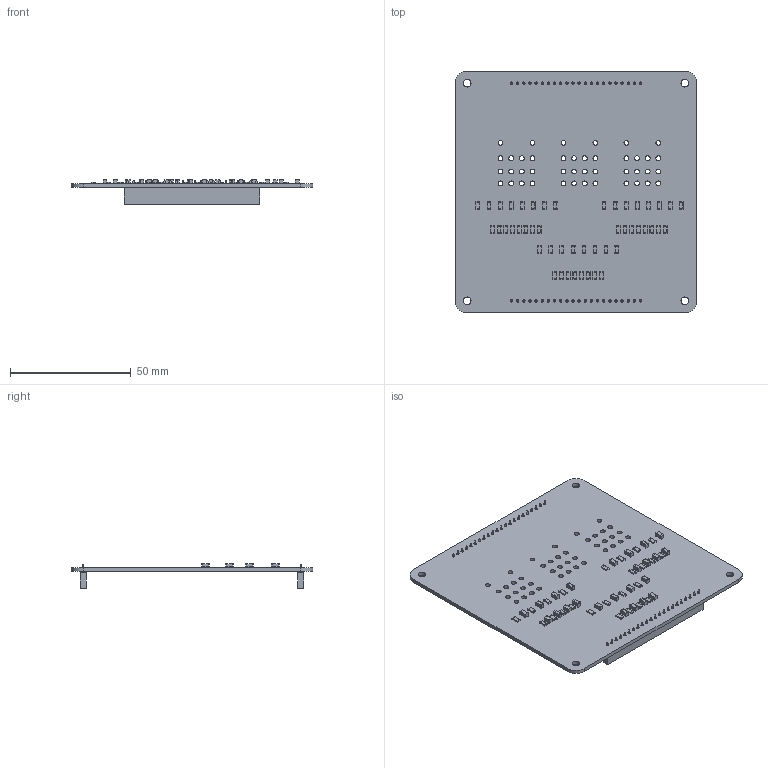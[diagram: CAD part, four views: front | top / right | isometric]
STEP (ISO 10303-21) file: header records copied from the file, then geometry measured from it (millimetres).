
FILE_DESCRIPTION(('KiCad electronic assembly'),'2;1');
FILE_NAME('RelayBoard.step','2021-11-07T00:26:11',('An Author'),( 'A Company'),'Open CASCADE STEP processor 6.9', 'KiCad to STEP converter','Unknown');
FILE_SCHEMA(('AUTOMOTIVE_DESIGN { 1 0 10303 214 1 1 1 1 }'));
Length unit declared in the file: millimetre
Products named in the file (8): Open CASCADE STEP translator 6.9 1; C_1206_3216Metric; SOLID; PinSocket_1x22_P2.54mm_Vertical; R_1206_3216Metric; COMPOUND
Assembly tree (54 placements, depth 3):
  Open CASCADE STEP translator 6.9 1
    C_1206_3216Metric  x24
      SOLID
    PinSocket_1x22_P2.54mm_Vertical  x2
      SOLID
    R_1206_3216Metric  x24
      SOLID
    COMPOUND
Bounding box: 100 x 100 x 10.3 mm (x, y, z)
Volume: 17760.2 mm3; surface area: 25020.4 mm2
Topology: 51 solids, 51 shells, 2780 faces, 7222 edges, 4724 vertices
Faces by surface type: plane 2206, cylinder 574
Full cylindrical faces by diameter (mm): 1 x44, 2 x42, 3.2 x4
Entity records: 60584 total; most frequent: CARTESIAN_POINT 9123, DIRECTION 8664, LINE 6198, VECTOR 6198, ORIENTED_EDGE 4436, PCURVE 4436, DEFINITIONAL_REPRESENTATION 4436, EDGE_CURVE 2218
